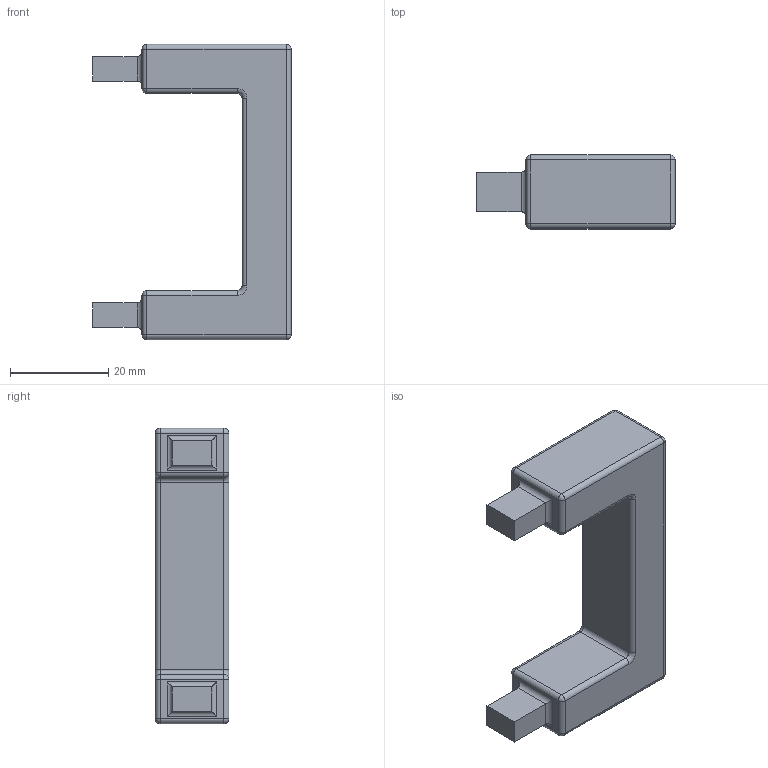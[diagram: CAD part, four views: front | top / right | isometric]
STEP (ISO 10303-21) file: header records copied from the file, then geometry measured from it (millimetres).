
FILE_DESCRIPTION (( 'STEP AP203' ), '1' );
FILE_NAME ('box hold_frame__Default_sldprt.STEP', '2022-06-04T22:40:58', ( '' ), ( '' ), 'SwSTEP 2.0', 'SolidWorks 2021', '' );
FILE_SCHEMA (( 'CONFIG_CONTROL_DESIGN' ));
Length unit declared in the file: metre
Products named in the file (1): box hold_frame__Default_sldprt
Bounding box: 40.4 x 15 x 60.2 mm (x, y, z)
Volume: 15664.3 mm3; surface area: 5877.5 mm2
Topology: 1 solids, 1 shells, 92 faces, 208 edges, 104 vertices
Faces by surface type: cylinder 40, plane 20, cone 16, sphere 12, torus 4
Entity records: 2433 total; most frequent: DIRECTION 442, CARTESIAN_POINT 409, ORIENTED_EDGE 376, EDGE_CURVE 188, AXIS2_PLACEMENT_3D 169, LINE 104, VERTEX_POINT 104, VECTOR 104
